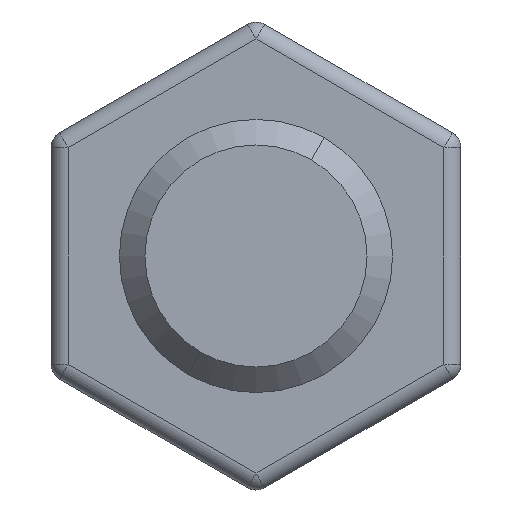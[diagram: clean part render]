
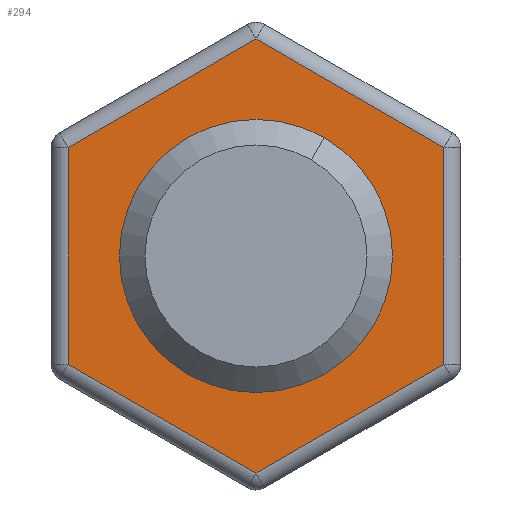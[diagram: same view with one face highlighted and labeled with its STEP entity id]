
A CAD part, front view. The second image highlights one B-rep face of the part: STEP entity #294.
In plain terms, the highlighted planar face has unit normal (0, -1, 0).
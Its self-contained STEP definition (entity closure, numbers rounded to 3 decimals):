
#27 = AXIS2_PLACEMENT_3D ( 'NONE', #826, #235, #1040 ) ;
#81 = DIRECTION ( 'NONE',  ( 0.5, 0., 0.866 ) ) ;
#99 = EDGE_CURVE ( 'NONE', #1755, #620, #1087, .T. ) ;
#185 = DIRECTION ( 'NONE',  ( 0., 1., 0. ) ) ;
#215 = DIRECTION ( 'NONE',  ( 0., 1., 0. ) ) ;
#235 = DIRECTION ( 'NONE',  ( 0., 1., 0. ) ) ;
#294 = ADVANCED_FACE ( 'NONE', ( #390, #1499 ), #1674, .F. ) ;
#324 = EDGE_CURVE ( 'NONE', #623, #1742, #1143, .T. ) ;
#326 = CARTESIAN_POINT ( 'NONE',  ( 0., -6.5, -11. ) ) ;
#361 = VECTOR ( 'NONE', #891, 1000. ) ;
#390 = FACE_BOUND ( 'NONE', #435, .T. ) ;
#413 = CARTESIAN_POINT ( 'NONE',  ( 9.526, -6.5, -5.5 ) ) ;
#432 = CARTESIAN_POINT ( 'NONE',  ( -6.351, -6.5, 11. ) ) ;
#435 = EDGE_LOOP ( 'NONE', ( #2394, #756 ) ) ;
#496 = CARTESIAN_POINT ( 'NONE',  ( -9.526, -6.5, -5.5 ) ) ;
#528 = VECTOR ( 'NONE', #648, 1000. ) ;
#551 = CARTESIAN_POINT ( 'NONE',  ( 0., -6.5, 0. ) ) ;
#620 = VERTEX_POINT ( 'NONE', #1116 ) ;
#623 = VERTEX_POINT ( 'NONE', #1869 ) ;
#636 = DIRECTION ( 'NONE',  ( -0.5, 0., -0.866 ) ) ;
#648 = DIRECTION ( 'NONE',  ( 1., 0., 0. ) ) ;
#738 = CARTESIAN_POINT ( 'NONE',  ( 0., -6.5, 11. ) ) ;
#756 = ORIENTED_EDGE ( 'NONE', *, *, #99, .T. ) ;
#795 = CARTESIAN_POINT ( 'NONE',  ( 0., -6.5, 8. ) ) ;
#801 = CARTESIAN_POINT ( 'NONE',  ( -12.702, -6.5, 0. ) ) ;
#807 = VERTEX_POINT ( 'NONE', #2030 ) ;
#824 = EDGE_LOOP ( 'NONE', ( #945, #1337, #1037, #2022, #1605, #1927 ) ) ;
#826 = CARTESIAN_POINT ( 'NONE',  ( 0., -6.5, 0. ) ) ;
#847 = CARTESIAN_POINT ( 'NONE',  ( 6.351, -6.5, -11. ) ) ;
#853 = EDGE_CURVE ( 'NONE', #1063, #1295, #2014, .T. ) ;
#876 = VECTOR ( 'NONE', #81, 1000. ) ;
#891 = DIRECTION ( 'NONE',  ( 0.5, 0., -0.866 ) ) ;
#945 = ORIENTED_EDGE ( 'NONE', *, *, #853, .T. ) ;
#973 = CARTESIAN_POINT ( 'NONE',  ( -9.526, -6.5, 5.5 ) ) ;
#1003 = EDGE_CURVE ( 'NONE', #807, #623, #1294, .T. ) ;
#1037 = ORIENTED_EDGE ( 'NONE', *, *, #1721, .T. ) ;
#1040 = DIRECTION ( 'NONE',  ( 0., 0., 1. ) ) ;
#1063 = VERTEX_POINT ( 'NONE', #801 ) ;
#1087 = CIRCLE ( 'NONE', #27, 8. ) ;
#1115 = CIRCLE ( 'NONE', #2133, 8. ) ;
#1116 = CARTESIAN_POINT ( 'NONE',  ( 0., -6.5, -8. ) ) ;
#1134 = CARTESIAN_POINT ( 'NONE',  ( 9.526, -6.5, 5.5 ) ) ;
#1143 = LINE ( 'NONE', #738, #1511 ) ;
#1201 = AXIS2_PLACEMENT_3D ( 'NONE', #551, #185, #2239 ) ;
#1283 = CARTESIAN_POINT ( 'NONE',  ( -6.351, -6.5, -11. ) ) ;
#1294 = LINE ( 'NONE', #1134, #1973 ) ;
#1295 = VERTEX_POINT ( 'NONE', #1283 ) ;
#1318 = EDGE_CURVE ( 'NONE', #1742, #1063, #1920, .T. ) ;
#1324 = CARTESIAN_POINT ( 'NONE',  ( 0., -6.5, 0. ) ) ;
#1337 = ORIENTED_EDGE ( 'NONE', *, *, #2300, .T. ) ;
#1499 = FACE_OUTER_BOUND ( 'NONE', #824, .T. ) ;
#1511 = VECTOR ( 'NONE', #1875, 1000. ) ;
#1573 = LINE ( 'NONE', #326, #528 ) ;
#1595 = EDGE_CURVE ( 'NONE', #620, #1755, #1115, .T. ) ;
#1605 = ORIENTED_EDGE ( 'NONE', *, *, #324, .T. ) ;
#1657 = VECTOR ( 'NONE', #636, 1000. ) ;
#1674 = PLANE ( 'NONE',  #1201 ) ;
#1717 = DIRECTION ( 'NONE',  ( 0., 0., 1. ) ) ;
#1721 = EDGE_CURVE ( 'NONE', #1807, #807, #1918, .T. ) ;
#1742 = VERTEX_POINT ( 'NONE', #432 ) ;
#1755 = VERTEX_POINT ( 'NONE', #795 ) ;
#1807 = VERTEX_POINT ( 'NONE', #847 ) ;
#1869 = CARTESIAN_POINT ( 'NONE',  ( 6.351, -6.5, 11. ) ) ;
#1875 = DIRECTION ( 'NONE',  ( -1., 0., 0. ) ) ;
#1887 = DIRECTION ( 'NONE',  ( -0.5, 0., 0.866 ) ) ;
#1918 = LINE ( 'NONE', #413, #876 ) ;
#1920 = LINE ( 'NONE', #973, #1657 ) ;
#1927 = ORIENTED_EDGE ( 'NONE', *, *, #1318, .T. ) ;
#1973 = VECTOR ( 'NONE', #1887, 1000. ) ;
#2014 = LINE ( 'NONE', #496, #361 ) ;
#2022 = ORIENTED_EDGE ( 'NONE', *, *, #1003, .T. ) ;
#2030 = CARTESIAN_POINT ( 'NONE',  ( 12.702, -6.5, 0. ) ) ;
#2133 = AXIS2_PLACEMENT_3D ( 'NONE', #1324, #215, #1717 ) ;
#2239 = DIRECTION ( 'NONE',  ( 0., 0., 1. ) ) ;
#2300 = EDGE_CURVE ( 'NONE', #1295, #1807, #1573, .T. ) ;
#2394 = ORIENTED_EDGE ( 'NONE', *, *, #1595, .T. ) ;
